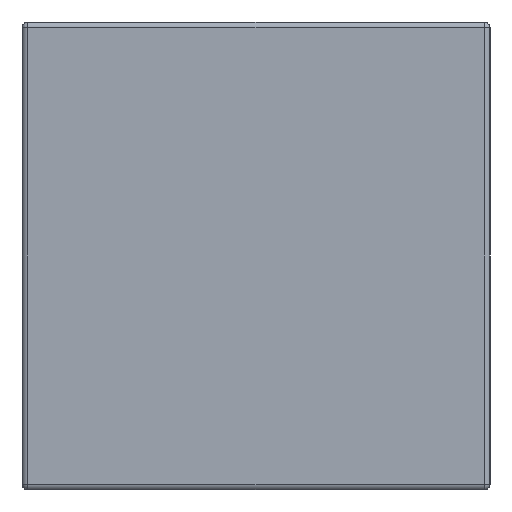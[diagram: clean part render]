
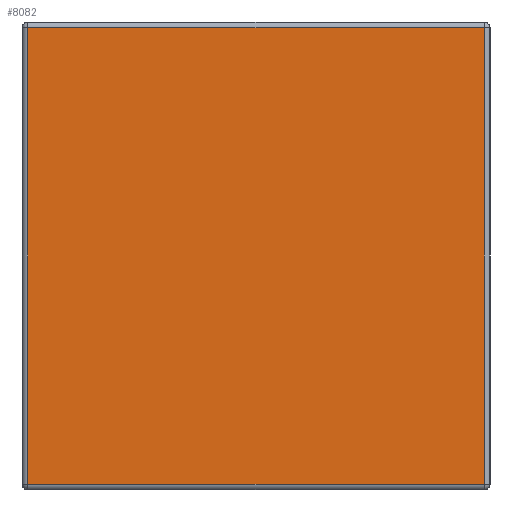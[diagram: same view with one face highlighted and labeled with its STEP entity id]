
A CAD part, left-side view. The second image highlights one B-rep face of the part: STEP entity #8082.
In plain terms, the highlighted planar face has unit normal (-1, 0, 0).
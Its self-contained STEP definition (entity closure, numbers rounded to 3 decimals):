
#29 = VECTOR ( 'NONE', #6122, 1000. ) ;
#585 = VERTEX_POINT ( 'NONE', #6331 ) ;
#765 = CARTESIAN_POINT ( 'NONE',  ( -0.8, -0.4, 0.01 ) ) ;
#972 = FACE_OUTER_BOUND ( 'NONE', #6630, .T. ) ;
#1370 = VERTEX_POINT ( 'NONE', #2822 ) ;
#1467 = LINE ( 'NONE', #765, #29 ) ;
#1604 = CARTESIAN_POINT ( 'NONE',  ( -0.8, -0.4, 0.8 ) ) ;
#2487 = ORIENTED_EDGE ( 'NONE', *, *, #7034, .T. ) ;
#2526 = VERTEX_POINT ( 'NONE', #5806 ) ;
#2822 = CARTESIAN_POINT ( 'NONE',  ( -0.8, 0.39, 0.79 ) ) ;
#3509 = CARTESIAN_POINT ( 'NONE',  ( -0.8, -0.39, 0.8 ) ) ;
#3524 = ORIENTED_EDGE ( 'NONE', *, *, #4257, .T. ) ;
#3682 = LINE ( 'NONE', #5686, #7796 ) ;
#3943 = EDGE_CURVE ( 'NONE', #2526, #4506, #6687, .T. ) ;
#4172 = DIRECTION ( 'NONE',  ( 0., 0., -1. ) ) ;
#4257 = EDGE_CURVE ( 'NONE', #4506, #1370, #3682, .T. ) ;
#4506 = VERTEX_POINT ( 'NONE', #6813 ) ;
#5570 = DIRECTION ( 'NONE',  ( 1., 0., 0. ) ) ;
#5614 = PLANE ( 'NONE',  #5907 ) ;
#5645 = DIRECTION ( 'NONE',  ( 0., 1., 0. ) ) ;
#5686 = CARTESIAN_POINT ( 'NONE',  ( -0.8, 0.4, 0.79 ) ) ;
#5806 = CARTESIAN_POINT ( 'NONE',  ( -0.8, -0.39, 0.01 ) ) ;
#5907 = AXIS2_PLACEMENT_3D ( 'NONE', #1604, #5570, #7543 ) ;
#6122 = DIRECTION ( 'NONE',  ( 0., -1., 0. ) ) ;
#6209 = ORIENTED_EDGE ( 'NONE', *, *, #7600, .T. ) ;
#6331 = CARTESIAN_POINT ( 'NONE',  ( -0.8, 0.39, 0.01 ) ) ;
#6630 = EDGE_LOOP ( 'NONE', ( #3524, #6209, #2487, #7039 ) ) ;
#6687 = LINE ( 'NONE', #3509, #7490 ) ;
#6813 = CARTESIAN_POINT ( 'NONE',  ( -0.8, -0.39, 0.79 ) ) ;
#7034 = EDGE_CURVE ( 'NONE', #585, #2526, #1467, .T. ) ;
#7039 = ORIENTED_EDGE ( 'NONE', *, *, #3943, .T. ) ;
#7299 = VECTOR ( 'NONE', #4172, 1000. ) ;
#7490 = VECTOR ( 'NONE', #8093, 1000. ) ;
#7543 = DIRECTION ( 'NONE',  ( 0., 0., -1. ) ) ;
#7600 = EDGE_CURVE ( 'NONE', #1370, #585, #8185, .T. ) ;
#7796 = VECTOR ( 'NONE', #5645, 1000. ) ;
#8082 = ADVANCED_FACE ( 'NONE', ( #972 ), #5614, .F. ) ;
#8093 = DIRECTION ( 'NONE',  ( 0., 0., 1. ) ) ;
#8185 = LINE ( 'NONE', #8228, #7299 ) ;
#8228 = CARTESIAN_POINT ( 'NONE',  ( -0.8, 0.39, 0.8 ) ) ;
